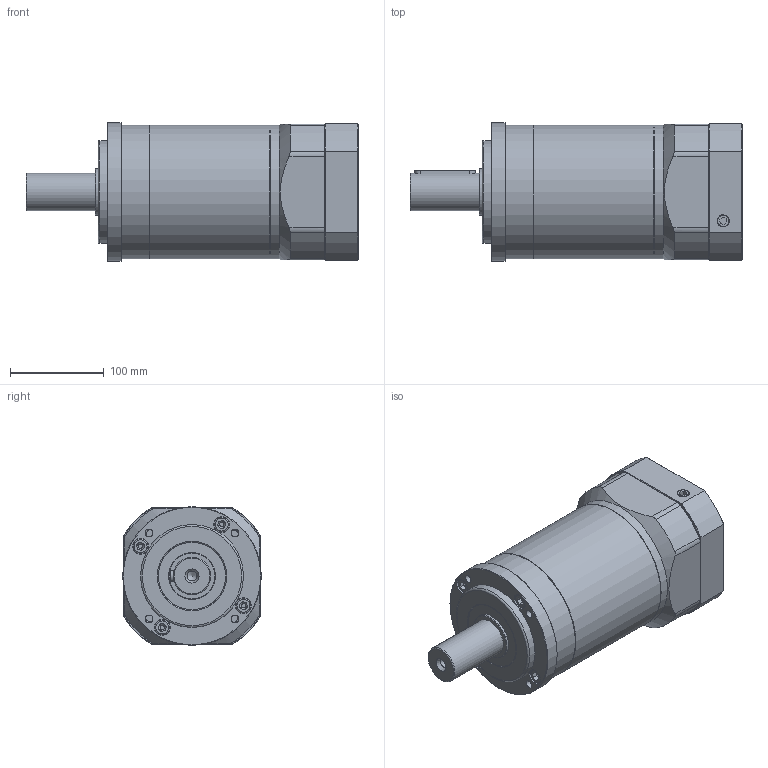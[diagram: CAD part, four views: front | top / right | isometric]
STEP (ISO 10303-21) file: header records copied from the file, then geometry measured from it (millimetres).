
FILE_DESCRIPTION((''),'2;1');
FILE_NAME('KFE-145-2(LB110).stp','2012-02-15T14:31:29',('young'),(''),'Autodesk Inventor 2012','Autodesk Inventor 2012','');
FILE_SCHEMA(('AUTOMOTIVE_DESIGN { 1 0 10303 214 1 1 1 1 }'));
Length unit declared in the file: millimetre
Products named in the file (1): KFE-145-2(LB110)
Bounding box: 354.7 x 148 x 148 mm (x, y, z)
Volume: 3669633.7 mm3; surface area: 481608.7 mm2
Topology: 25 solids, 25 shells, 907 faces, 2180 edges, 1395 vertices
Faces by surface type: plane 432, cylinder 283, cone 143, bspline 32, torus 17
Full cylindrical faces by diameter (mm): 1.135 x1, 6.8 x4, 8.5 x16, 8.6 x1, 10 x13, 10.2 x1, 10.5 x4, 11 x9, 11.125 x2, 13 x2, 16 x13, 17 x8, 35.2 x1, 40 x1, 44.9 x1, 48.2 x1, 49.8 x2, 50 x3, 72 x4, 82 x1, 90 x1, 100 x1, 108 x1, 110 x4, 120 x1, 143 x3, 148 x1
Entity records: 26279 total; most frequent: CARTESIAN_POINT 5704, DIRECTION 4389, ORIENTED_EDGE 3880, EDGE_CURVE 1940, AXIS2_PLACEMENT_3D 1736, VERTEX_POINT 1349, EDGE_LOOP 1229, VECTOR 917
